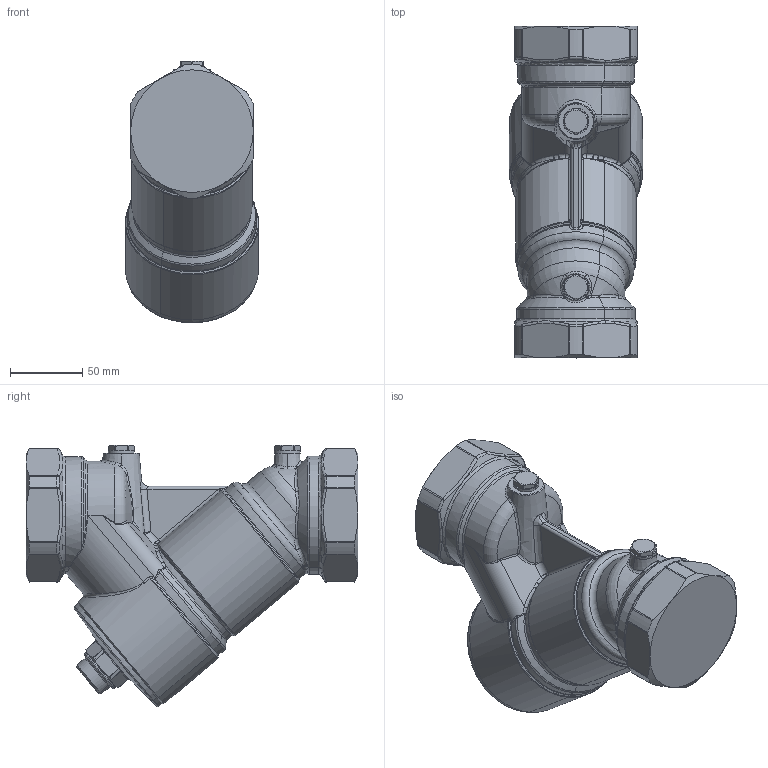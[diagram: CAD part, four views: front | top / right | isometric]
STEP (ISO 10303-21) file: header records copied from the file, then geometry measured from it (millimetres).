
FILE_DESCRIPTION(('CATIA V5 STEP Exchange'),'2;1');
FILE_NAME('STEP_125101_-_TST.stp','2019-07-22T11:50:52+00:00',('none'),('none'),'CATIA Version 5-6 Release 2016 SP4','CATIA V5 STEP AP203','none');
FILE_SCHEMA(('CONFIG_CONTROL_DESIGN'));
Length unit declared in the file: millimetre
Products named in the file (1): 125101 - TST
Bounding box: 92.33 x 230 x 181.37 mm (x, y, z)
Volume: 1635089 mm3; surface area: 101046.1 mm2
Topology: 1 solids, 1 shells, 538 faces, 1273 edges, 699 vertices
Faces by surface type: bspline 187, cylinder 120, cone 74, torus 65, plane 64, sphere 28
Entity records: 24489 total; most frequent: CARTESIAN_POINT 14962, ORIENTED_EDGE 2462, EDGE_CURVE 1231, DIRECTION 1024, VERTEX_POINT 699, B_SPLINE_CURVE_WITH_KNOTS 649, AXIS2_PLACEMENT_3D 593, EDGE_LOOP 542
